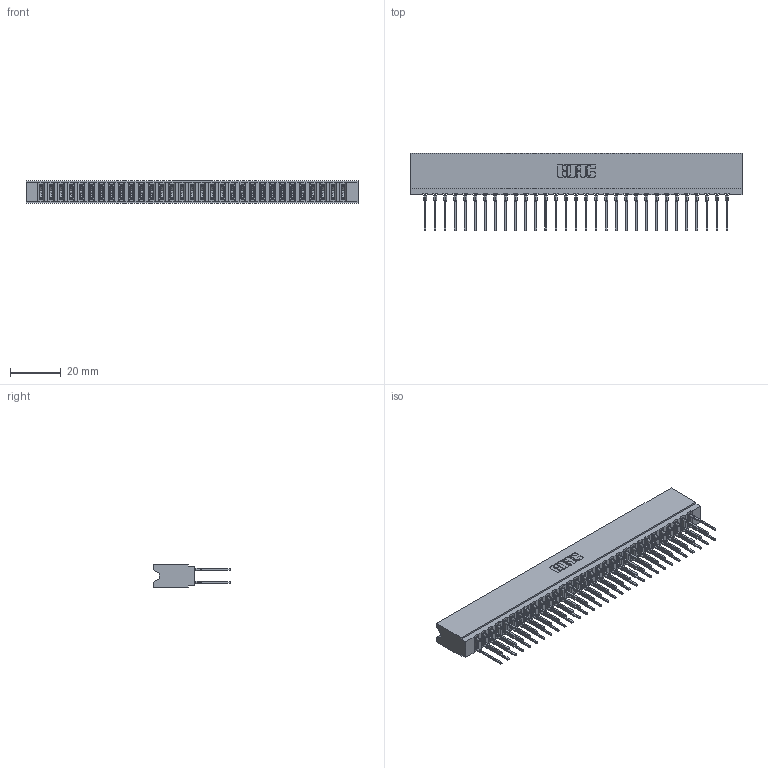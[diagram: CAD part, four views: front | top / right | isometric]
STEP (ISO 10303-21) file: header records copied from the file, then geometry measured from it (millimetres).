
FILE_DESCRIPTION (( 'STEP AP203' ), '1' );
FILE_NAME ('737-062-545-206.STEP', '2026-03-06T00:34:15', ( '' ), ( '' ), 'SwSTEP 2.0', 'SolidWorks 2023', '' );
FILE_SCHEMA (( 'CONFIG_CONTROL_DESIGN' ));
Length unit declared in the file: millimetre
Products named in the file (3): 737-062-545-206; 745-292-001_545; 737 Part_Insulator Option - 06
Assembly tree (63 placements, depth 2):
  737-062-545-206
    737 Part_Insulator Option - 06
    745-292-001_545  x62
Bounding box: 130.71 x 30.62 x 8.89 mm (x, y, z)
Volume: 13125.4 mm3; surface area: 20266.5 mm2
Topology: 63 solids, 63 shells, 5675 faces, 15261 edges, 9594 vertices
Faces by surface type: plane 2938, bspline 1240, cylinder 1125, torus 372
Entity records: 54701 total; most frequent: CARTESIAN_POINT 10002, ORIENTED_EDGE 9416, DIRECTION 8228, EDGE_CURVE 4708, VECTOR 4340, LINE 4340, VERTEX_POINT 3006, AXIS2_PLACEMENT_3D 1944
